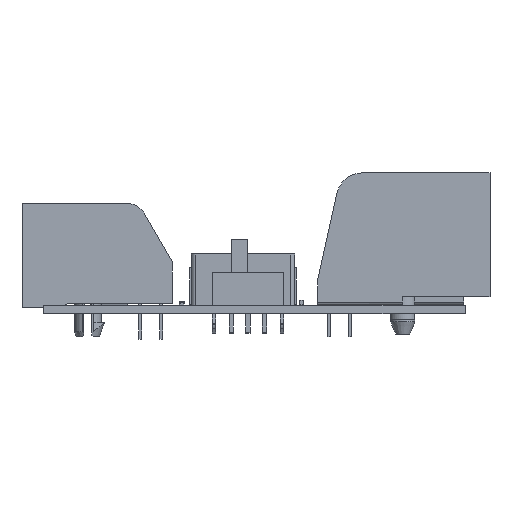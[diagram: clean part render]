
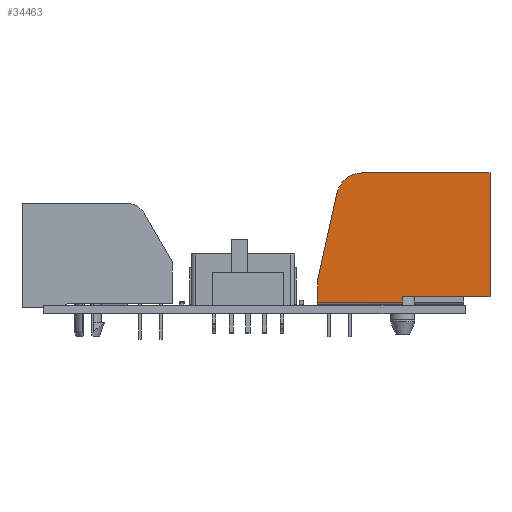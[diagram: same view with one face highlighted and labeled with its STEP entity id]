
A CAD part, left-side view. The second image highlights one B-rep face of the part: STEP entity #34463.
In plain terms, the highlighted planar face has unit normal (-1, 0, 0).
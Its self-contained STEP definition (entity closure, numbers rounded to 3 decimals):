
#32571 = VERTEX_POINT('',#32572);
#32572 = CARTESIAN_POINT('',(-5.588,-5.461,-20.828));
#32578 = EDGE_CURVE('',#32571,#32579,#32581,.T.);
#32579 = VERTEX_POINT('',#32580);
#32580 = CARTESIAN_POINT('',(-5.588,-8.128,-20.828));
#32581 = LINE('',#32582,#32583);
#32582 = CARTESIAN_POINT('',(-5.588,-5.461,-20.828));
#32583 = VECTOR('',#32584,1.);
#32584 = DIRECTION('',(0.,-1.,0.));
#32634 = EDGE_CURVE('',#32635,#32579,#32637,.T.);
#32635 = VERTEX_POINT('',#32636);
#32636 = CARTESIAN_POINT('',(-5.588,-8.128,-10.541));
#32637 = LINE('',#32638,#32639);
#32638 = CARTESIAN_POINT('',(-5.588,-8.128,-10.541));
#32639 = VECTOR('',#32640,1.);
#32640 = DIRECTION('',(0.,0.,-1.));
#33702 = VERTEX_POINT('',#33703);
#33703 = CARTESIAN_POINT('',(-5.588,-7.493,-10.541));
#33718 = EDGE_CURVE('',#33702,#32635,#33719,.T.);
#33719 = LINE('',#33720,#33721);
#33720 = CARTESIAN_POINT('',(-5.588,-7.493,-10.541));
#33721 = VECTOR('',#33722,1.);
#33722 = DIRECTION('',(0.,-1.,0.));
#33819 = EDGE_CURVE('',#33702,#33820,#33822,.T.);
#33820 = VERTEX_POINT('',#33821);
#33821 = CARTESIAN_POINT('',(-5.588,-7.493,0.));
#33822 = LINE('',#33823,#33824);
#33823 = CARTESIAN_POINT('',(-5.588,-7.493,-10.541));
#33824 = VECTOR('',#33825,1.);
#33825 = DIRECTION('',(0.,0.,1.));
#34463 = ADVANCED_FACE('',(#34464),#34501,.T.);
#34464 = FACE_BOUND('',#34465,.F.);
#34465 = EDGE_LOOP('',(#34466,#34467,#34468,#34469,#34470,#34478,#34487,
    #34495));
#34466 = ORIENTED_EDGE('',*,*,#33819,.F.);
#34467 = ORIENTED_EDGE('',*,*,#33718,.T.);
#34468 = ORIENTED_EDGE('',*,*,#32634,.T.);
#34469 = ORIENTED_EDGE('',*,*,#32578,.F.);
#34470 = ORIENTED_EDGE('',*,*,#34471,.F.);
#34471 = EDGE_CURVE('',#34472,#32571,#34474,.T.);
#34472 = VERTEX_POINT('',#34473);
#34473 = CARTESIAN_POINT('',(-5.588,5.005,-18.508));
#34474 = LINE('',#34475,#34476);
#34475 = CARTESIAN_POINT('',(-5.588,5.005,-18.508));
#34476 = VECTOR('',#34477,1.);
#34477 = DIRECTION('',(0.,-0.976,-0.216));
#34478 = ORIENTED_EDGE('',*,*,#34479,.F.);
#34479 = EDGE_CURVE('',#34480,#34472,#34482,.T.);
#34480 = VERTEX_POINT('',#34481);
#34481 = CARTESIAN_POINT('',(-5.588,7.493,-15.408));
#34482 = CIRCLE('',#34483,3.175);
#34483 = AXIS2_PLACEMENT_3D('',#34484,#34485,#34486);
#34484 = CARTESIAN_POINT('',(-5.588,4.318,-15.408));
#34485 = DIRECTION('',(-1.,0.,0.));
#34486 = DIRECTION('',(0.,1.,0.));
#34487 = ORIENTED_EDGE('',*,*,#34488,.F.);
#34488 = EDGE_CURVE('',#34489,#34480,#34491,.T.);
#34489 = VERTEX_POINT('',#34490);
#34490 = CARTESIAN_POINT('',(-5.588,7.493,0.));
#34491 = LINE('',#34492,#34493);
#34492 = CARTESIAN_POINT('',(-5.588,7.493,0.));
#34493 = VECTOR('',#34494,1.);
#34494 = DIRECTION('',(0.,0.,-1.));
#34495 = ORIENTED_EDGE('',*,*,#34496,.F.);
#34496 = EDGE_CURVE('',#33820,#34489,#34497,.T.);
#34497 = LINE('',#34498,#34499);
#34498 = CARTESIAN_POINT('',(-5.588,-7.493,0.));
#34499 = VECTOR('',#34500,1.);
#34500 = DIRECTION('',(0.,1.,0.));
#34501 = PLANE('',#34502);
#34502 = AXIS2_PLACEMENT_3D('',#34503,#34504,#34505);
#34503 = CARTESIAN_POINT('',(-5.588,0.,0.));
#34504 = DIRECTION('',(-1.,0.,0.));
#34505 = DIRECTION('',(0.,0.,1.));
